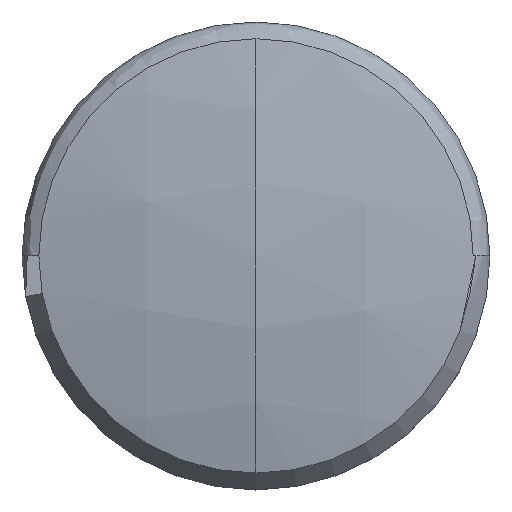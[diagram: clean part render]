
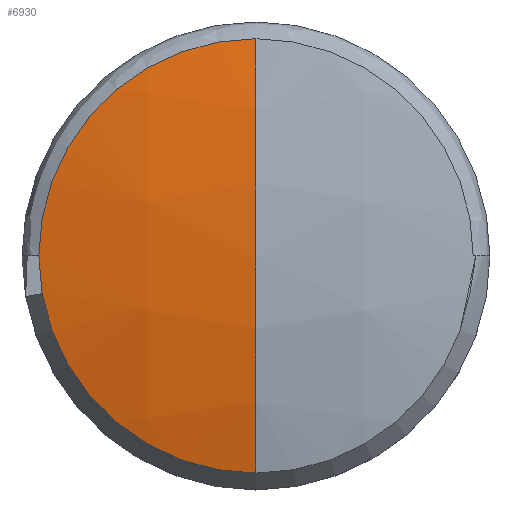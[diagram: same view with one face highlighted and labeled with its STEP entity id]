
A CAD part, top view. The second image highlights one B-rep face of the part: STEP entity #6930.
In plain terms, the highlighted spherical face has radius 135 mm.
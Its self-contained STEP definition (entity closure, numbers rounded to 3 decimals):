
#381 = DIRECTION ( 'NONE',  ( 0., 0., -1. ) ) ;
#530 = CARTESIAN_POINT ( 'NONE',  ( 0., 30.17, 50.085 ) ) ;
#1003 = VERTEX_POINT ( 'NONE', #13241 ) ;
#1222 = DIRECTION ( 'NONE',  ( 0., 1., 0. ) ) ;
#1995 = EDGE_CURVE ( 'NONE', #9071, #11818, #7527, .T. ) ;
#2004 = CARTESIAN_POINT ( 'NONE',  ( 0., 0., 53.5 ) ) ;
#2020 = CARTESIAN_POINT ( 'NONE',  ( 0., 0., 50.085 ) ) ;
#2261 = DIRECTION ( 'NONE',  ( 0., -1., 0. ) ) ;
#2581 = ORIENTED_EDGE ( 'NONE', *, *, #11358, .F. ) ;
#2872 = DIRECTION ( 'NONE',  ( 0., 0., -1. ) ) ;
#3397 = CIRCLE ( 'NONE', #13313, 30.17 ) ;
#3922 = DIRECTION ( 'NONE',  ( -1., 0., 0. ) ) ;
#4269 = EDGE_LOOP ( 'NONE', ( #2581, #6110, #4429, #5590 ) ) ;
#4429 = ORIENTED_EDGE ( 'NONE', *, *, #1995, .F. ) ;
#4511 = CARTESIAN_POINT ( 'NONE',  ( 0., 0., 50.085 ) ) ;
#5585 = CARTESIAN_POINT ( 'NONE',  ( 0., 0., -81.5 ) ) ;
#5590 = ORIENTED_EDGE ( 'NONE', *, *, #14806, .F. ) ;
#5906 = AXIS2_PLACEMENT_3D ( 'NONE', #11648, #9980, #8336 ) ;
#6110 = ORIENTED_EDGE ( 'NONE', *, *, #15731, .T. ) ;
#6126 = VERTEX_POINT ( 'NONE', #15107 ) ;
#6930 = ADVANCED_FACE ( 'NONE', ( #13820 ), #10108, .T. ) ;
#7527 = CIRCLE ( 'NONE', #5906, 135. ) ;
#8004 = AXIS2_PLACEMENT_3D ( 'NONE', #5585, #3922, #2261 ) ;
#8336 = DIRECTION ( 'NONE',  ( 0., 1., 0. ) ) ;
#9071 = VERTEX_POINT ( 'NONE', #530 ) ;
#9828 = AXIS2_PLACEMENT_3D ( 'NONE', #4511, #2872, #1222 ) ;
#9980 = DIRECTION ( 'NONE',  ( 1., 0., 0. ) ) ;
#10108 = SPHERICAL_SURFACE ( 'NONE', #14236, 135. ) ;
#11193 = CIRCLE ( 'NONE', #8004, 135. ) ;
#11358 = EDGE_CURVE ( 'NONE', #1003, #6126, #3397, .T. ) ;
#11648 = CARTESIAN_POINT ( 'NONE',  ( 0., 0., -81.5 ) ) ;
#11818 = VERTEX_POINT ( 'NONE', #2004 ) ;
#12597 = DIRECTION ( 'NONE',  ( 0., 1., 0. ) ) ;
#13241 = CARTESIAN_POINT ( 'NONE',  ( 0., -30.17, 50.085 ) ) ;
#13313 = AXIS2_PLACEMENT_3D ( 'NONE', #2020, #381, #14796 ) ;
#13820 = FACE_OUTER_BOUND ( 'NONE', #4269, .T. ) ;
#14222 = DIRECTION ( 'NONE',  ( -1., 0., 0. ) ) ;
#14236 = AXIS2_PLACEMENT_3D ( 'NONE', #15841, #14222, #12597 ) ;
#14796 = DIRECTION ( 'NONE',  ( 0., 1., 0. ) ) ;
#14806 = EDGE_CURVE ( 'NONE', #6126, #9071, #14809, .T. ) ;
#14809 = CIRCLE ( 'NONE', #9828, 30.17 ) ;
#15107 = CARTESIAN_POINT ( 'NONE',  ( -30.17, 0., 50.085 ) ) ;
#15731 = EDGE_CURVE ( 'NONE', #1003, #11818, #11193, .T. ) ;
#15841 = CARTESIAN_POINT ( 'NONE',  ( 0., 0., -81.5 ) ) ;
